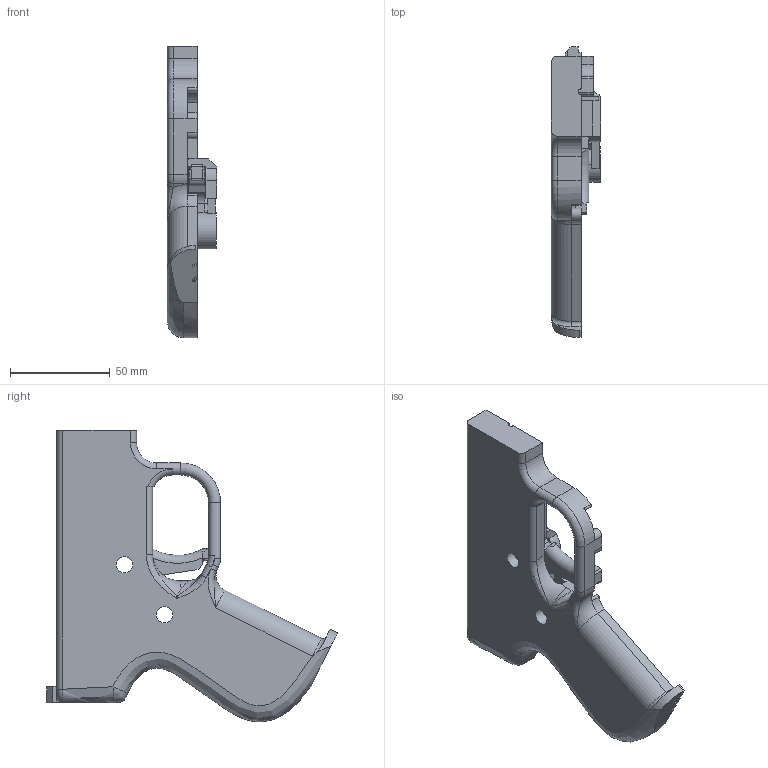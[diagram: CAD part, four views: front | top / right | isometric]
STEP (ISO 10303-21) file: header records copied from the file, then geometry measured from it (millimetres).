
FILE_DESCRIPTION(/* description */ (''),/* implementation_level */ '2;1');
FILE_NAME(/* name */ 'assem.step',/* time_stamp */ '2023-10-15T12:23:31+01:00',/* author */ (''),/* organization */ (''),/* preprocessor_version */ 'ST-DEVELOPER v20',/* originating_system */ 'Autodesk Translation Framework v12.14.0.127',/* authorisation */ '');
FILE_SCHEMA (('AUTOMOTIVE_DESIGN { 1 0 10303 214 3 1 1 }'));
Length unit declared in the file: millimetre
Products named in the file (4): (Unsaved); Firing Pin Retainer v1; Trigger v1; Hammer v1
Assembly tree (3 placements, depth 2):
  (Unsaved)
    Firing Pin Retainer v1
    Trigger v1
    Hammer v1
Bounding box: 24.8 x 145.5 x 145.89 mm (x, y, z)
Volume: 147259.3 mm3; surface area: 43683.7 mm2
Topology: 4 solids, 4 shells, 231 faces, 645 edges, 416 vertices
Faces by surface type: plane 119, cylinder 77, torus 19, bspline 16
Full cylindrical faces by diameter (mm): 7 x1, 8.1 x6, 12 x1, 18 x1
Entity records: 9578 total; most frequent: CARTESIAN_POINT 3467, ORIENTED_EDGE 1286, DIRECTION 1220, EDGE_CURVE 643, AXIS2_PLACEMENT_3D 426, VERTEX_POINT 416, LINE 368, VECTOR 368
